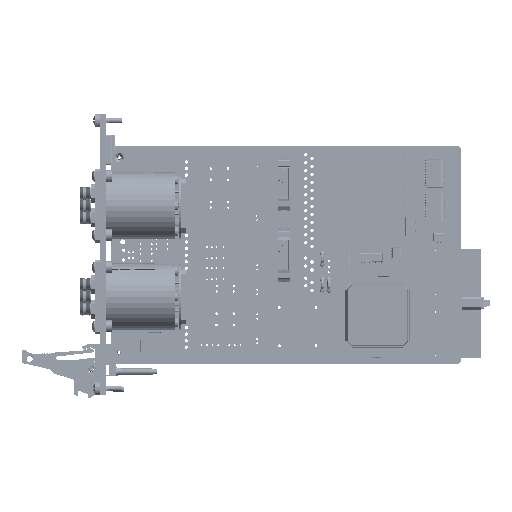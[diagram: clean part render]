
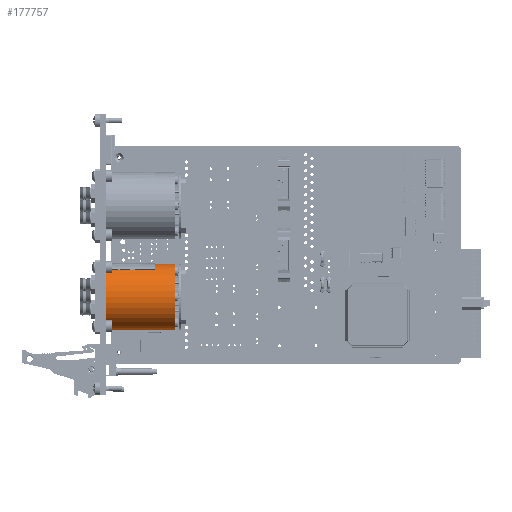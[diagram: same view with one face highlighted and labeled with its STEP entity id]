
A CAD part, top view. The second image highlights one B-rep face of the part: STEP entity #177757.
In plain terms, the highlighted cylindrical face has radius 15.25 mm (diameter 30.5 mm), a full revolution.
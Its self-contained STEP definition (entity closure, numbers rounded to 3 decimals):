
#1646 = CARTESIAN_POINT ( 'NONE',  ( -50.006, -18.682, 4.149 ) ) ;
#1649 = DIRECTION ( 'NONE',  ( 1., 0., 0. ) ) ;
#1652 = DIRECTION ( 'NONE',  ( 0., -1., 0. ) ) ;
#2076 = CARTESIAN_POINT ( 'NONE',  ( -71.006, -18.682, 4.149 ) ) ;
#2078 = DIRECTION ( 'NONE',  ( 1., 0., 0. ) ) ;
#2081 = DIRECTION ( 'NONE',  ( 0., -1., 0. ) ) ;
#4980 = CARTESIAN_POINT ( 'NONE',  ( -40.846, -18.682, 4.149 ) ) ;
#4987 = DIRECTION ( 'NONE',  ( -1., 0., 0. ) ) ;
#4991 = DIRECTION ( 'NONE',  ( 0., 1., 0. ) ) ;
#5350 = CARTESIAN_POINT ( 'NONE',  ( -74.946, -18.682, 4.149 ) ) ;
#5356 = DIRECTION ( 'NONE',  ( 1., 0., 0. ) ) ;
#5361 = DIRECTION ( 'NONE',  ( 0., 1., 0. ) ) ;
#7628 = LINE ( 'NONE', #21360, #7643 ) ;
#7643 = VECTOR ( 'NONE', #21364, 1000. ) ;
#9055 = CIRCLE ( 'NONE', #52043, 15.25 ) ;
#9098 = CIRCLE ( 'NONE', #52061, 15.25 ) ;
#10115 = CIRCLE ( 'NONE', #52252, 15.25 ) ;
#10280 = CIRCLE ( 'NONE', #52297, 15.25 ) ;
#21360 = CARTESIAN_POINT ( 'NONE',  ( -50.006, -6.182, 12.885 ) ) ;
#21364 = DIRECTION ( 'NONE',  ( -1., 0., 0. ) ) ;
#41647 = CARTESIAN_POINT ( 'NONE',  ( -50.006, -29.576, -6.523 ) ) ;
#41656 = DIRECTION ( 'NONE',  ( -1., 0., 0. ) ) ;
#42655 = CARTESIAN_POINT ( 'NONE',  ( -71.006, -6.182, 12.885 ) ) ;
#52043 = AXIS2_PLACEMENT_3D ( 'NONE', #4980, #4987, #4991 ) ;
#52061 = AXIS2_PLACEMENT_3D ( 'NONE', #5350, #5356, #5361 ) ;
#52252 = AXIS2_PLACEMENT_3D ( 'NONE', #1646, #1649, #1652 ) ;
#52297 = AXIS2_PLACEMENT_3D ( 'NONE', #2076, #2078, #2081 ) ;
#82988 = EDGE_LOOP ( 'NONE', ( #239772 ) ) ;
#83096 = EDGE_LOOP ( 'NONE', ( #239749 ) ) ;
#83209 = VERTEX_POINT ( 'NONE', #203960 ) ;
#83278 = VERTEX_POINT ( 'NONE', #203968 ) ;
#83294 = EDGE_LOOP ( 'NONE', ( #239782, #239798, #239835, #239863 ) ) ;
#89195 = EDGE_CURVE ( 'NONE', #83278, #83209, #209380, .T. ) ;
#89369 = VERTEX_POINT ( 'NONE', #42655 ) ;
#91811 = VERTEX_POINT ( 'NONE', #232954 ) ;
#169037 = CARTESIAN_POINT ( 'NONE',  ( -40.646, -18.682, 4.149 ) ) ;
#169079 = DIRECTION ( 'NONE',  ( -1., 0., 0. ) ) ;
#169095 = DIRECTION ( 'NONE',  ( 0., -1., 0. ) ) ;
#172515 = FACE_OUTER_BOUND ( 'NONE', #83096, .T. ) ;
#172517 = FACE_BOUND ( 'NONE', #83294, .T. ) ;
#172522 = FACE_OUTER_BOUND ( 'NONE', #82988, .T. ) ;
#172545 = CYLINDRICAL_SURFACE ( 'NONE', #176770, 15.25 ) ;
#176770 = AXIS2_PLACEMENT_3D ( 'NONE', #169037, #169079, #169095 ) ;
#177757 = ADVANCED_FACE ( 'NONE', ( #172515, #172522, #172517 ), #172545, .T. ) ;
#195386 = VERTEX_POINT ( 'NONE', #197813 ) ;
#195396 = VERTEX_POINT ( 'NONE', #197821 ) ;
#197813 = CARTESIAN_POINT ( 'NONE',  ( -40.846, -3.432, 4.149 ) ) ;
#197821 = CARTESIAN_POINT ( 'NONE',  ( -74.946, -3.432, 4.149 ) ) ;
#203960 = CARTESIAN_POINT ( 'NONE',  ( -71.006, -29.576, -6.523 ) ) ;
#203968 = CARTESIAN_POINT ( 'NONE',  ( -50.006, -29.576, -6.523 ) ) ;
#209380 = LINE ( 'NONE', #41647, #209406 ) ;
#209406 = VECTOR ( 'NONE', #41656, 1000. ) ;
#216782 = EDGE_CURVE ( 'NONE', #91811, #89369, #7628, .T. ) ;
#218439 = EDGE_CURVE ( 'NONE', #195386, #195386, #9055, .T. ) ;
#218492 = EDGE_CURVE ( 'NONE', #195396, #195396, #9098, .T. ) ;
#219026 = EDGE_CURVE ( 'NONE', #83278, #91811, #10115, .T. ) ;
#219136 = EDGE_CURVE ( 'NONE', #83209, #89369, #10280, .T. ) ;
#232954 = CARTESIAN_POINT ( 'NONE',  ( -50.006, -6.182, 12.885 ) ) ;
#239749 = ORIENTED_EDGE ( 'NONE', *, *, #218492, .T. ) ;
#239772 = ORIENTED_EDGE ( 'NONE', *, *, #218439, .T. ) ;
#239782 = ORIENTED_EDGE ( 'NONE', *, *, #219026, .T. ) ;
#239798 = ORIENTED_EDGE ( 'NONE', *, *, #216782, .T. ) ;
#239835 = ORIENTED_EDGE ( 'NONE', *, *, #219136, .F. ) ;
#239863 = ORIENTED_EDGE ( 'NONE', *, *, #89195, .F. ) ;
